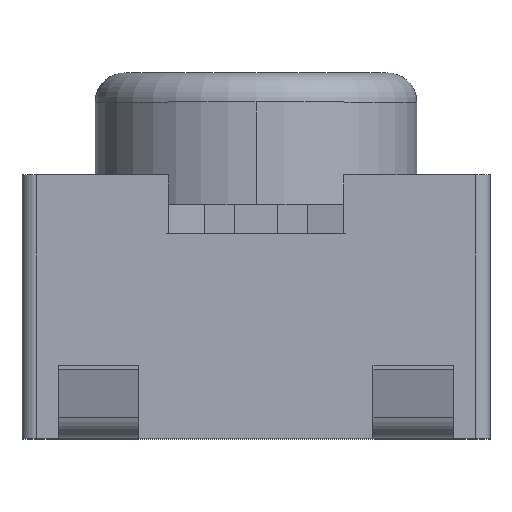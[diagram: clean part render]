
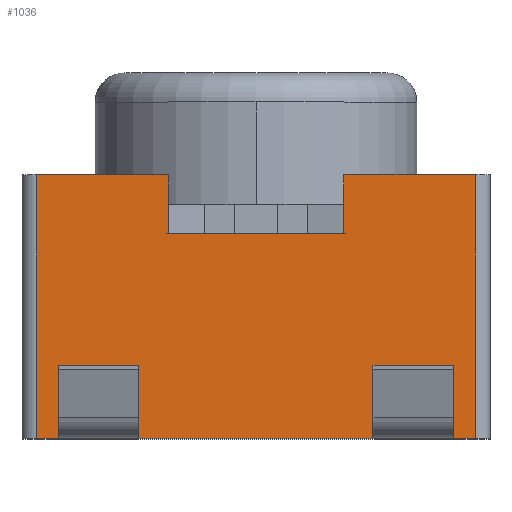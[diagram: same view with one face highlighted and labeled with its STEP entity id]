
A CAD part, top view. The second image highlights one B-rep face of the part: STEP entity #1036.
In plain terms, the highlighted planar face has unit normal (0, 0, 1).
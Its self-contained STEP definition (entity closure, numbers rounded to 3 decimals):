
#42 = VECTOR ( 'NONE', #1222, 1000. ) ;
#84 = LINE ( 'NONE', #3723, #3192 ) ;
#94 = ORIENTED_EDGE ( 'NONE', *, *, #1659, .F. ) ;
#164 = LINE ( 'NONE', #3180, #2949 ) ;
#172 = VECTOR ( 'NONE', #1282, 1000. ) ;
#201 = LINE ( 'NONE', #3812, #2453 ) ;
#243 = VECTOR ( 'NONE', #2813, 1000. ) ;
#258 = DIRECTION ( 'NONE',  ( -1., 0., 0. ) ) ;
#305 = DIRECTION ( 'NONE',  ( 0., 1., 0. ) ) ;
#320 = LINE ( 'NONE', #2444, #2815 ) ;
#334 = CARTESIAN_POINT ( 'NONE',  ( 0.8, 0., 2.1 ) ) ;
#402 = EDGE_LOOP ( 'NONE', ( #1014, #2034, #633, #1769, #454, #94, #459, #2354, #885, #3889, #3245, #741, #3264, #1799, #3836, #812 ) ) ;
#403 = CARTESIAN_POINT ( 'NONE',  ( -0.8, 0.2, 2.1 ) ) ;
#423 = DIRECTION ( 'NONE',  ( 0., -1., 0. ) ) ;
#454 = ORIENTED_EDGE ( 'NONE', *, *, #2160, .F. ) ;
#459 = ORIENTED_EDGE ( 'NONE', *, *, #3585, .T. ) ;
#495 = CARTESIAN_POINT ( 'NONE',  ( 1.35, 0.1, 2.1 ) ) ;
#535 = DIRECTION ( 'NONE',  ( 0., -1., 0. ) ) ;
#547 = VERTEX_POINT ( 'NONE', #3224 ) ;
#566 = LINE ( 'NONE', #3228, #2292 ) ;
#633 = ORIENTED_EDGE ( 'NONE', *, *, #1063, .F. ) ;
#660 = CARTESIAN_POINT ( 'NONE',  ( -0.6, 1.8, 2.1 ) ) ;
#666 = AXIS2_PLACEMENT_3D ( 'NONE', #2641, #1706, #2624 ) ;
#741 = ORIENTED_EDGE ( 'NONE', *, *, #1457, .T. ) ;
#810 = LINE ( 'NONE', #2657, #3885 ) ;
#812 = ORIENTED_EDGE ( 'NONE', *, *, #3477, .T. ) ;
#877 = VERTEX_POINT ( 'NONE', #1701 ) ;
#880 = CARTESIAN_POINT ( 'NONE',  ( -0.6, 1.4, 2.1 ) ) ;
#885 = ORIENTED_EDGE ( 'NONE', *, *, #2654, .T. ) ;
#897 = EDGE_CURVE ( 'NONE', #877, #3801, #810, .T. ) ;
#905 = CARTESIAN_POINT ( 'NONE',  ( -0.8, 0.1, 2.1 ) ) ;
#907 = CARTESIAN_POINT ( 'NONE',  ( 1.5, 1.4, 2.1 ) ) ;
#1006 = VERTEX_POINT ( 'NONE', #3676 ) ;
#1014 = ORIENTED_EDGE ( 'NONE', *, *, #2065, .T. ) ;
#1022 = LINE ( 'NONE', #660, #1752 ) ;
#1036 = ADVANCED_FACE ( 'NONE', ( #2264 ), #2590, .F. ) ;
#1063 = EDGE_CURVE ( 'NONE', #1708, #1880, #201, .T. ) ;
#1082 = VERTEX_POINT ( 'NONE', #1666 ) ;
#1104 = DIRECTION ( 'NONE',  ( 1., 0., 0. ) ) ;
#1120 = DIRECTION ( 'NONE',  ( 1., 0., 0. ) ) ;
#1169 = LINE ( 'NONE', #2919, #3406 ) ;
#1196 = LINE ( 'NONE', #907, #3828 ) ;
#1222 = DIRECTION ( 'NONE',  ( 1., 0., 0. ) ) ;
#1282 = DIRECTION ( 'NONE',  ( 1., 0., 0. ) ) ;
#1308 = EDGE_CURVE ( 'NONE', #1708, #2505, #320, .T. ) ;
#1324 = VERTEX_POINT ( 'NONE', #3873 ) ;
#1349 = DIRECTION ( 'NONE',  ( 1., 0., 0. ) ) ;
#1369 = DIRECTION ( 'NONE',  ( 0., -1., 0. ) ) ;
#1457 = EDGE_CURVE ( 'NONE', #1704, #877, #1541, .T. ) ;
#1541 = LINE ( 'NONE', #905, #3887 ) ;
#1545 = VERTEX_POINT ( 'NONE', #3112 ) ;
#1581 = CARTESIAN_POINT ( 'NONE',  ( -0.6, 1.8, 2.1 ) ) ;
#1607 = CARTESIAN_POINT ( 'NONE',  ( -1.6, 0., 2.1 ) ) ;
#1611 = DIRECTION ( 'NONE',  ( 0., -1., 0. ) ) ;
#1623 = VECTOR ( 'NONE', #3301, 1000. ) ;
#1659 = EDGE_CURVE ( 'NONE', #3055, #3699, #1022, .T. ) ;
#1666 = CARTESIAN_POINT ( 'NONE',  ( 1.5, 0., 2.1 ) ) ;
#1693 = VERTEX_POINT ( 'NONE', #3105 ) ;
#1701 = CARTESIAN_POINT ( 'NONE',  ( -0.8, 0., 2.1 ) ) ;
#1704 = VERTEX_POINT ( 'NONE', #2811 ) ;
#1706 = DIRECTION ( 'NONE',  ( 0., 0., -1. ) ) ;
#1708 = VERTEX_POINT ( 'NONE', #3142 ) ;
#1752 = VECTOR ( 'NONE', #423, 1000. ) ;
#1769 = ORIENTED_EDGE ( 'NONE', *, *, #1308, .T. ) ;
#1784 = VECTOR ( 'NONE', #1611, 1000. ) ;
#1799 = ORIENTED_EDGE ( 'NONE', *, *, #1886, .F. ) ;
#1821 = CARTESIAN_POINT ( 'NONE',  ( -1.5, 1.4, 2.1 ) ) ;
#1880 = VERTEX_POINT ( 'NONE', #2913 ) ;
#1886 = EDGE_CURVE ( 'NONE', #3313, #3801, #164, .T. ) ;
#2015 = EDGE_CURVE ( 'NONE', #1082, #1880, #1196, .T. ) ;
#2034 = ORIENTED_EDGE ( 'NONE', *, *, #2015, .T. ) ;
#2065 = EDGE_CURVE ( 'NONE', #547, #1082, #2211, .T. ) ;
#2131 = LINE ( 'NONE', #2740, #42 ) ;
#2160 = EDGE_CURVE ( 'NONE', #3699, #2505, #3170, .T. ) ;
#2211 = LINE ( 'NONE', #1607, #243 ) ;
#2264 = FACE_OUTER_BOUND ( 'NONE', #402, .T. ) ;
#2292 = VECTOR ( 'NONE', #258, 1000. ) ;
#2354 = ORIENTED_EDGE ( 'NONE', *, *, #2885, .T. ) ;
#2444 = CARTESIAN_POINT ( 'NONE',  ( 0.6, 1.8, 2.1 ) ) ;
#2453 = VECTOR ( 'NONE', #1104, 1000. ) ;
#2497 = DIRECTION ( 'NONE',  ( 0., -1., 0. ) ) ;
#2505 = VERTEX_POINT ( 'NONE', #3284 ) ;
#2581 = EDGE_CURVE ( 'NONE', #3313, #3139, #2131, .T. ) ;
#2590 = PLANE ( 'NONE',  #666 ) ;
#2624 = DIRECTION ( 'NONE',  ( 0., -1., 0. ) ) ;
#2641 = CARTESIAN_POINT ( 'NONE',  ( -1.6, 1.4, 2.1 ) ) ;
#2654 = EDGE_CURVE ( 'NONE', #1324, #1693, #84, .T. ) ;
#2657 = CARTESIAN_POINT ( 'NONE',  ( -1.6, 0., 2.1 ) ) ;
#2697 = EDGE_CURVE ( 'NONE', #1006, #1704, #3688, .T. ) ;
#2740 = CARTESIAN_POINT ( 'NONE',  ( -1.6, 0.2, 2.1 ) ) ;
#2811 = CARTESIAN_POINT ( 'NONE',  ( -0.8, 0.2, 2.1 ) ) ;
#2813 = DIRECTION ( 'NONE',  ( 1., 0., 0. ) ) ;
#2815 = VECTOR ( 'NONE', #3628, 1000. ) ;
#2885 = EDGE_CURVE ( 'NONE', #1545, #1324, #3577, .T. ) ;
#2913 = CARTESIAN_POINT ( 'NONE',  ( 1.5, 1.8, 2.1 ) ) ;
#2919 = CARTESIAN_POINT ( 'NONE',  ( -1.35, 0.1, 2.1 ) ) ;
#2949 = VECTOR ( 'NONE', #1369, 1000. ) ;
#3055 = VERTEX_POINT ( 'NONE', #1581 ) ;
#3090 = CARTESIAN_POINT ( 'NONE',  ( 0.8, 0.2, 2.1 ) ) ;
#3105 = CARTESIAN_POINT ( 'NONE',  ( -1.35, 0., 2.1 ) ) ;
#3112 = CARTESIAN_POINT ( 'NONE',  ( -1.5, 1.8, 2.1 ) ) ;
#3137 = CARTESIAN_POINT ( 'NONE',  ( 1.35, 0.2, 2.1 ) ) ;
#3139 = VERTEX_POINT ( 'NONE', #3137 ) ;
#3142 = CARTESIAN_POINT ( 'NONE',  ( 0.6, 1.8, 2.1 ) ) ;
#3170 = LINE ( 'NONE', #3758, #3751 ) ;
#3180 = CARTESIAN_POINT ( 'NONE',  ( 0.8, 0.1, 2.1 ) ) ;
#3186 = LINE ( 'NONE', #495, #1784 ) ;
#3192 = VECTOR ( 'NONE', #3382, 1000. ) ;
#3224 = CARTESIAN_POINT ( 'NONE',  ( 1.35, 0., 2.1 ) ) ;
#3228 = CARTESIAN_POINT ( 'NONE',  ( -0.6, 1.8, 2.1 ) ) ;
#3245 = ORIENTED_EDGE ( 'NONE', *, *, #2697, .T. ) ;
#3264 = ORIENTED_EDGE ( 'NONE', *, *, #897, .T. ) ;
#3284 = CARTESIAN_POINT ( 'NONE',  ( 0.6, 1.4, 2.1 ) ) ;
#3301 = DIRECTION ( 'NONE',  ( 0., -1., 0. ) ) ;
#3313 = VERTEX_POINT ( 'NONE', #3090 ) ;
#3382 = DIRECTION ( 'NONE',  ( 1., 0., 0. ) ) ;
#3406 = VECTOR ( 'NONE', #535, 1000. ) ;
#3477 = EDGE_CURVE ( 'NONE', #3139, #547, #3186, .T. ) ;
#3577 = LINE ( 'NONE', #1821, #1623 ) ;
#3578 = EDGE_CURVE ( 'NONE', #1006, #1693, #1169, .T. ) ;
#3585 = EDGE_CURVE ( 'NONE', #3055, #1545, #566, .T. ) ;
#3628 = DIRECTION ( 'NONE',  ( 0., -1., 0. ) ) ;
#3676 = CARTESIAN_POINT ( 'NONE',  ( -1.35, 0.2, 2.1 ) ) ;
#3688 = LINE ( 'NONE', #403, #172 ) ;
#3699 = VERTEX_POINT ( 'NONE', #880 ) ;
#3723 = CARTESIAN_POINT ( 'NONE',  ( -1.6, 0., 2.1 ) ) ;
#3751 = VECTOR ( 'NONE', #1349, 1000. ) ;
#3758 = CARTESIAN_POINT ( 'NONE',  ( -1.6, 1.4, 2.1 ) ) ;
#3801 = VERTEX_POINT ( 'NONE', #334 ) ;
#3812 = CARTESIAN_POINT ( 'NONE',  ( 1.6, 1.8, 2.1 ) ) ;
#3828 = VECTOR ( 'NONE', #305, 1000. ) ;
#3836 = ORIENTED_EDGE ( 'NONE', *, *, #2581, .T. ) ;
#3873 = CARTESIAN_POINT ( 'NONE',  ( -1.5, 0., 2.1 ) ) ;
#3885 = VECTOR ( 'NONE', #1120, 1000. ) ;
#3887 = VECTOR ( 'NONE', #2497, 1000. ) ;
#3889 = ORIENTED_EDGE ( 'NONE', *, *, #3578, .F. ) ;
